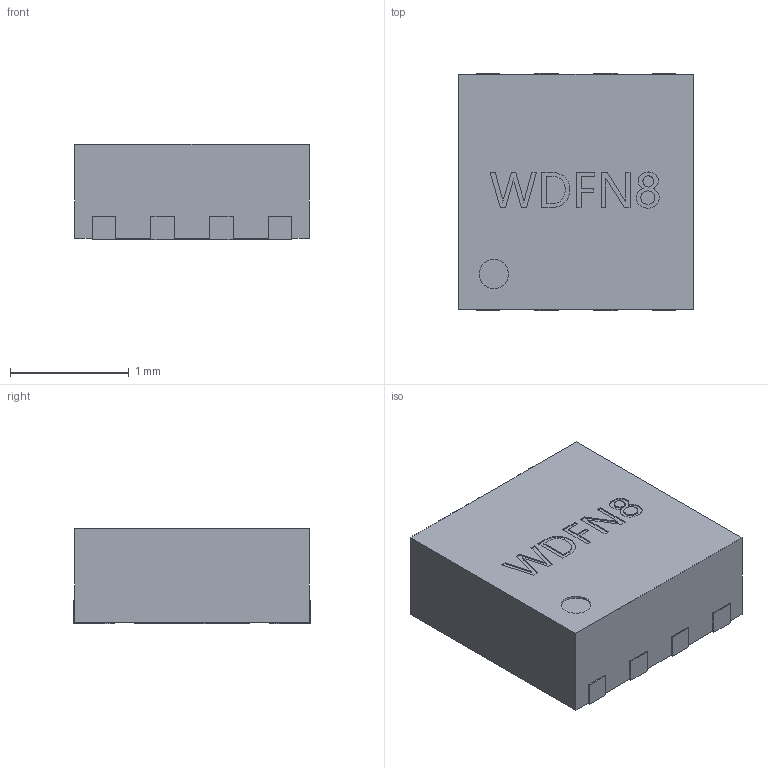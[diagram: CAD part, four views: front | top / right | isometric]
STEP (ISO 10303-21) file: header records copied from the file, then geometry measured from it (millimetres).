
FILE_DESCRIPTION (( 'STEP AP214' ), '1' );
FILE_NAME ('DFN-8_L2.0-W2.0-P0.50.STEP', '2022-10-26T06:33:53', ( '' ), ( '' ), 'SwSTEP 2.0', 'SolidWorks 2019', '' );
FILE_SCHEMA (( 'AUTOMOTIVE_DESIGN' ));
Length unit declared in the file: millimetre
Products named in the file (1): DFN-8_L2.0-W2.0-P0.50
Bounding box: 1.98 x 2 x 0.8 mm (x, y, z)
Volume: 3.1 mm3; surface area: 14.4 mm2
Topology: 1 solids, 1 shells, 147 faces, 405 edges, 270 vertices
Faces by surface type: plane 103, bspline 30, cylinder 14
Entity records: 7056 total; most frequent: CARTESIAN_POINT 2469, ORIENTED_EDGE 810, DIRECTION 609, EDGE_CURVE 405, VECTOR 317, LINE 317, VERTEX_POINT 270, EDGE_LOOP 157
